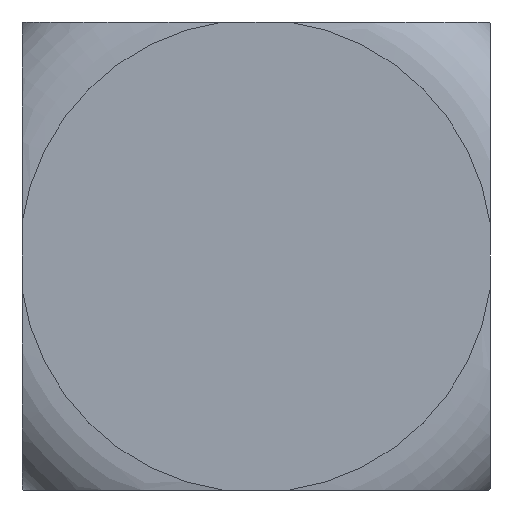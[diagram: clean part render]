
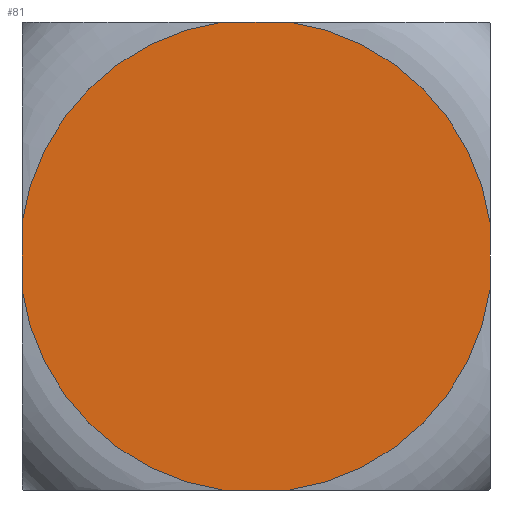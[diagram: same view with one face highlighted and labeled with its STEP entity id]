
A CAD part, left-side view. The second image highlights one B-rep face of the part: STEP entity #81.
In plain terms, the highlighted planar face has unit normal (-1, 0, 0).
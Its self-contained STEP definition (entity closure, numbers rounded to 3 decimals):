
#81 = ADVANCED_FACE( '', ( #165 ), #166, .F. );
#165 = FACE_OUTER_BOUND( '', #246, .T. );
#166 = PLANE( '', #247 );
#246 = EDGE_LOOP( '', ( #413, #414, #415, #416, #417, #418, #419, #420 ) );
#247 = AXIS2_PLACEMENT_3D( '', #421, #422, #423 );
#413 = ORIENTED_EDGE( '', *, *, #480, .F. );
#414 = ORIENTED_EDGE( '', *, *, #463, .F. );
#415 = ORIENTED_EDGE( '', *, *, #516, .F. );
#416 = ORIENTED_EDGE( '', *, *, #522, .F. );
#417 = ORIENTED_EDGE( '', *, *, #507, .F. );
#418 = ORIENTED_EDGE( '', *, *, #510, .F. );
#419 = ORIENTED_EDGE( '', *, *, #526, .F. );
#420 = ORIENTED_EDGE( '', *, *, #493, .F. );
#421 = CARTESIAN_POINT( '', ( 0., 0., 0. ) );
#422 = DIRECTION( '', ( 1., 0., 0. ) );
#423 = DIRECTION( '', ( 0., 0., -1. ) );
#463 = EDGE_CURVE( '', #539, #535, #541, .T. );
#480 = EDGE_CURVE( '', #535, #561, #570, .T. );
#493 = EDGE_CURVE( '', #561, #587, #589, .T. );
#507 = EDGE_CURVE( '', #609, #601, #611, .T. );
#510 = EDGE_CURVE( '', #613, #609, #616, .T. );
#516 = EDGE_CURVE( '', #623, #539, #625, .T. );
#522 = EDGE_CURVE( '', #601, #623, #631, .T. );
#526 = EDGE_CURVE( '', #587, #613, #635, .T. );
#535 = VERTEX_POINT( '', #644 );
#539 = VERTEX_POINT( '', #671 );
#541 = CIRCLE( '', #698, 16.16 );
#561 = VERTEX_POINT( '', #718 );
#570 = LINE( '', #756, #757 );
#587 = VERTEX_POINT( '', #776 );
#589 = CIRCLE( '', #801, 16.16 );
#601 = VERTEX_POINT( '', #816 );
#609 = VERTEX_POINT( '', #852 );
#611 = LINE( '', #877, #878 );
#613 = VERTEX_POINT( '', #880 );
#616 = CIRCLE( '', #908, 16.16 );
#623 = VERTEX_POINT( '', #917 );
#625 = LINE( '', #942, #943 );
#631 = CIRCLE( '', #949, 16.16 );
#635 = LINE( '', #954, #955 );
#644 = CARTESIAN_POINT( '', ( 0., 16., -2.268 ) );
#671 = CARTESIAN_POINT( '', ( 0., 2.268, -16. ) );
#698 = AXIS2_PLACEMENT_3D( '', #966, #967, #968 );
#718 = CARTESIAN_POINT( '', ( 0., 16., 2.268 ) );
#756 = CARTESIAN_POINT( '', ( 0., 16., -16. ) );
#757 = VECTOR( '', #997, 1000. );
#776 = CARTESIAN_POINT( '', ( 0., 2.268, 16. ) );
#801 = AXIS2_PLACEMENT_3D( '', #1015, #1016, #1017 );
#816 = CARTESIAN_POINT( '', ( 0., -16., -2.268 ) );
#852 = CARTESIAN_POINT( '', ( 0., -16., 2.268 ) );
#877 = CARTESIAN_POINT( '', ( 0., -16., 16. ) );
#878 = VECTOR( '', #1030, 1000. );
#880 = CARTESIAN_POINT( '', ( 0., -2.268, 16. ) );
#908 = AXIS2_PLACEMENT_3D( '', #1031, #1032, #1033 );
#917 = CARTESIAN_POINT( '', ( 0., -2.268, -16. ) );
#942 = CARTESIAN_POINT( '', ( 0., -16., -16. ) );
#943 = VECTOR( '', #1039, 1000. );
#949 = AXIS2_PLACEMENT_3D( '', #1046, #1047, #1048 );
#954 = CARTESIAN_POINT( '', ( 0., 16., 16. ) );
#955 = VECTOR( '', #1050, 1000. );
#966 = CARTESIAN_POINT( '', ( 0., 0., 0. ) );
#967 = DIRECTION( '', ( 1., 0., 0. ) );
#968 = DIRECTION( '', ( 0., 0., -1. ) );
#997 = DIRECTION( '', ( 0., 0., 1. ) );
#1015 = CARTESIAN_POINT( '', ( 0., 0., 0. ) );
#1016 = DIRECTION( '', ( 1., 0., 0. ) );
#1017 = DIRECTION( '', ( 0., 0., -1. ) );
#1030 = DIRECTION( '', ( 0., 0., -1. ) );
#1031 = CARTESIAN_POINT( '', ( 0., 0., 0. ) );
#1032 = DIRECTION( '', ( 1., 0., 0. ) );
#1033 = DIRECTION( '', ( 0., 0., -1. ) );
#1039 = DIRECTION( '', ( 0., 1., 0. ) );
#1046 = CARTESIAN_POINT( '', ( 0., 0., 0. ) );
#1047 = DIRECTION( '', ( 1., 0., 0. ) );
#1048 = DIRECTION( '', ( 0., 0., -1. ) );
#1050 = DIRECTION( '', ( 0., -1., 0. ) );
